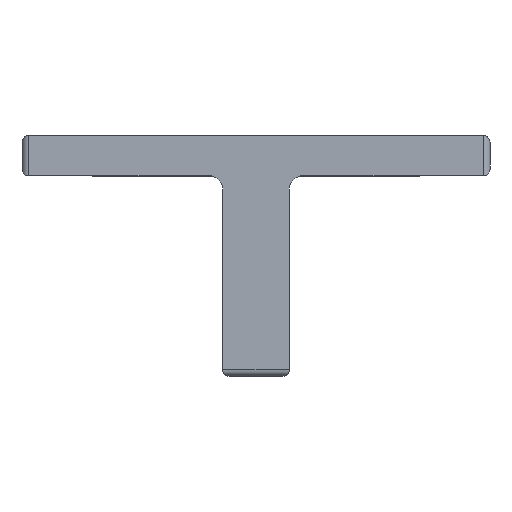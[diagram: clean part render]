
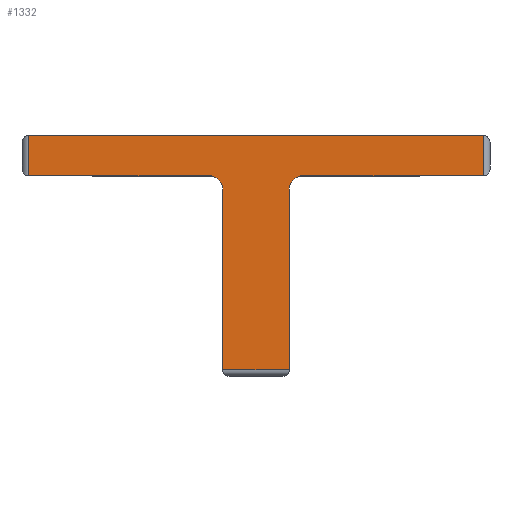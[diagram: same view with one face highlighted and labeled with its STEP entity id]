
A CAD part, front view. The second image highlights one B-rep face of the part: STEP entity #1332.
In plain terms, the highlighted planar face has unit normal (0, -1, 0).
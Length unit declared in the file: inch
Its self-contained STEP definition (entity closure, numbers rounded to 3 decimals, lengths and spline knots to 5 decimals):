
#60=PLANE('',#1455);
#105=FACE_OUTER_BOUND('',#185,.T.);
#185=EDGE_LOOP('',(#1011,#1012,#1013,#1014,#1015,#1016,#1017,#1018,#1019,
#1020));
#284=LINE('',#2075,#415);
#299=LINE('',#2131,#430);
#306=LINE('',#2150,#437);
#309=LINE('',#2156,#440);
#310=LINE('',#2160,#441);
#311=LINE('',#2161,#442);
#312=LINE('',#2163,#443);
#313=LINE('',#2165,#444);
#415=VECTOR('',#1646,0.3937);
#430=VECTOR('',#1693,0.3937);
#437=VECTOR('',#1714,0.3937);
#440=VECTOR('',#1719,0.3937);
#441=VECTOR('',#1722,0.3937);
#442=VECTOR('',#1723,0.3937);
#443=VECTOR('',#1724,0.3937);
#444=VECTOR('',#1725,0.3937);
#538=CIRCLE('',#1456,0.1);
#539=CIRCLE('',#1457,0.1);
#599=VERTEX_POINT('',#2072);
#600=VERTEX_POINT('',#2074);
#624=VERTEX_POINT('',#2128);
#625=VERTEX_POINT('',#2130);
#630=VERTEX_POINT('',#2149);
#632=VERTEX_POINT('',#2155);
#633=VERTEX_POINT('',#2157);
#634=VERTEX_POINT('',#2159);
#635=VERTEX_POINT('',#2162);
#636=VERTEX_POINT('',#2164);
#738=EDGE_CURVE('',#599,#600,#284,.T.);
#766=EDGE_CURVE('',#624,#625,#299,.T.);
#776=EDGE_CURVE('',#630,#625,#306,.T.);
#779=EDGE_CURVE('',#632,#624,#309,.T.);
#780=EDGE_CURVE('',#633,#632,#538,.T.);
#781=EDGE_CURVE('',#633,#634,#310,.T.);
#782=EDGE_CURVE('',#600,#634,#311,.T.);
#783=EDGE_CURVE('',#635,#599,#312,.T.);
#784=EDGE_CURVE('',#636,#635,#313,.T.);
#785=EDGE_CURVE('',#630,#636,#539,.T.);
#1011=ORIENTED_EDGE('',*,*,#766,.F.);
#1012=ORIENTED_EDGE('',*,*,#779,.F.);
#1013=ORIENTED_EDGE('',*,*,#780,.F.);
#1014=ORIENTED_EDGE('',*,*,#781,.T.);
#1015=ORIENTED_EDGE('',*,*,#782,.F.);
#1016=ORIENTED_EDGE('',*,*,#738,.F.);
#1017=ORIENTED_EDGE('',*,*,#783,.F.);
#1018=ORIENTED_EDGE('',*,*,#784,.F.);
#1019=ORIENTED_EDGE('',*,*,#785,.F.);
#1020=ORIENTED_EDGE('',*,*,#776,.T.);
#1332=ADVANCED_FACE('',(#105),#60,.T.);
#1455=AXIS2_PLACEMENT_3D('',#2154,#1717,#1718);
#1456=AXIS2_PLACEMENT_3D('',#2158,#1720,#1721);
#1457=AXIS2_PLACEMENT_3D('',#2166,#1726,#1727);
#1646=DIRECTION('',(1.,0.,0.));
#1693=DIRECTION('',(-1.,0.,0.));
#1714=DIRECTION('',(0.,0.,-1.));
#1717=DIRECTION('center_axis',(0.,-1.,0.));
#1718=DIRECTION('ref_axis',(0.,0.,-1.));
#1719=DIRECTION('',(0.,0.,-1.));
#1720=DIRECTION('center_axis',(0.,-1.,0.));
#1721=DIRECTION('ref_axis',(-0.707,0.,0.707));
#1722=DIRECTION('',(1.,0.,0.));
#1723=DIRECTION('',(0.,0.,-1.));
#1724=DIRECTION('',(0.,0.,1.));
#1725=DIRECTION('',(-1.,0.,0.));
#1726=DIRECTION('center_axis',(0.,-1.,0.));
#1727=DIRECTION('ref_axis',(0.707,0.,0.707));
#2072=CARTESIAN_POINT('',(-0.4,-1.8,0.3));
#2074=CARTESIAN_POINT('',(3.,-1.8,0.3));
#2075=CARTESIAN_POINT('',(1.55,-1.8,0.3));
#2128=CARTESIAN_POINT('',(1.55,-1.8,-1.45));
#2130=CARTESIAN_POINT('',(1.05,-1.8,-1.45));
#2131=CARTESIAN_POINT('',(1.3,-1.8,-1.45));
#2149=CARTESIAN_POINT('',(1.05,-1.8,-0.1));
#2150=CARTESIAN_POINT('',(1.05,-1.8,0.));
#2154=CARTESIAN_POINT('Origin',(1.3,-1.8,0.15));
#2155=CARTESIAN_POINT('',(1.55,-1.8,-0.1));
#2156=CARTESIAN_POINT('',(1.55,-1.8,0.));
#2157=CARTESIAN_POINT('',(1.65,-1.8,0.));
#2158=CARTESIAN_POINT('Origin',(1.65,-1.8,-0.1));
#2159=CARTESIAN_POINT('',(3.,-1.8,0.));
#2160=CARTESIAN_POINT('',(1.55,-1.8,0.));
#2161=CARTESIAN_POINT('',(3.,-1.8,0.15));
#2162=CARTESIAN_POINT('',(-0.4,-1.8,0.));
#2163=CARTESIAN_POINT('',(-0.4,-1.8,0.15));
#2164=CARTESIAN_POINT('',(0.95,-1.8,0.));
#2165=CARTESIAN_POINT('',(1.05,-1.8,0.));
#2166=CARTESIAN_POINT('Origin',(0.95,-1.8,-0.1));
